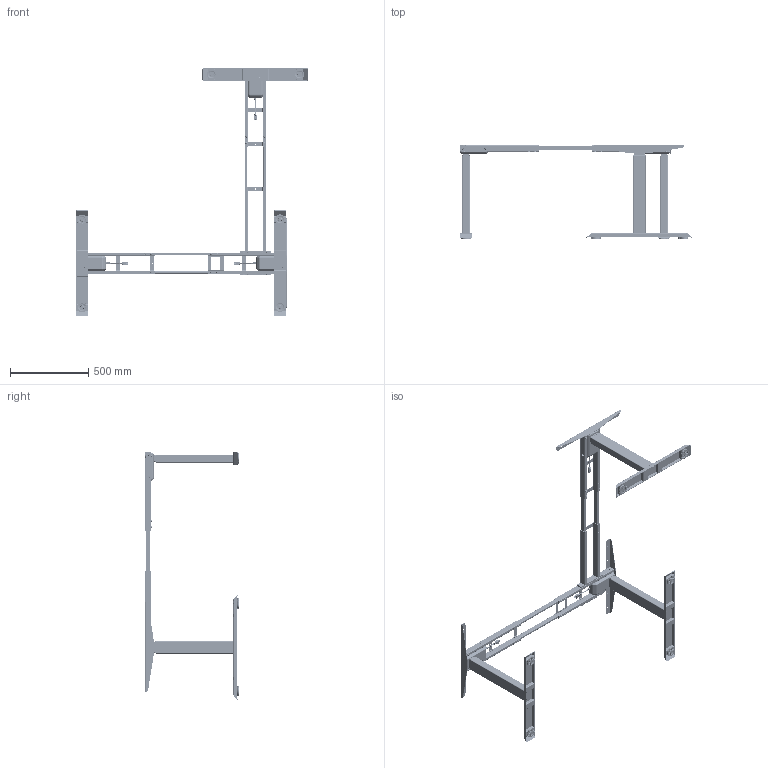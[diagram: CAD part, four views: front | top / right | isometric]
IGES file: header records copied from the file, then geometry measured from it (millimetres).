
Start section: SolidWorks IGES file using analytic representation for surfaces
Global section: file name: DS3.351.3.igs; native system: SolidWorks 2020; preprocessor: SolidWorks 2020; author: JUWi; date: 210320.161922; units: millimetre
Bounding box: 1489.85 x 600 x 1592.35 mm (x, y, z)
Surface area: 5728634 mm2 (no closed solid volume)
Topology: 0 solids, 0 shells, 18830 faces, 172408 edges, 172357 vertices
Faces by surface type: bspline 12179, revolution 6651
